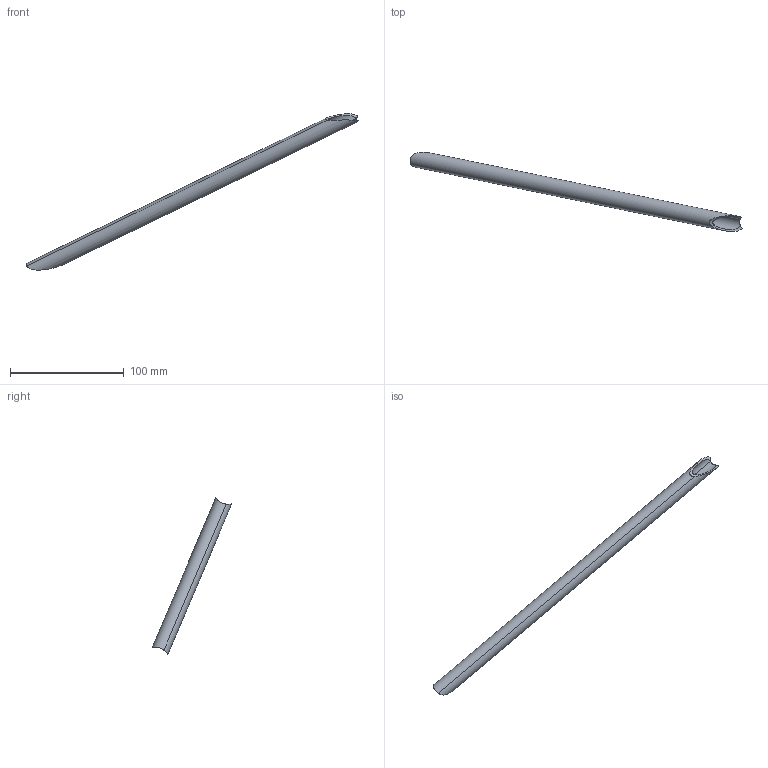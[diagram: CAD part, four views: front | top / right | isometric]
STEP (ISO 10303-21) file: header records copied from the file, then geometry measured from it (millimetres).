
FILE_DESCRIPTION(('STEP AP214'),'1');
FILE_NAME('44.stp','2018-02-08T14:13:10',(' '),(' '),'Spatial InterOp 3D',' ',' ');
FILE_SCHEMA(('automotive_design'));
Length unit declared in the file: metre
Products named in the file (1): Corps1
Bounding box: 292.05 x 69.91 x 137.6 mm (x, y, z)
Volume: 19091 mm3; surface area: 25747.9 mm2
Topology: 1 solids, 1 shells, 8 faces, 23 edges, 16 vertices
Faces by surface type: cylinder 8
Entity records: 762 total; most frequent: CARTESIAN_POINT 487, ORIENTED_EDGE 46, DIRECTION 25, EDGE_CURVE 23, B_SPLINE_CURVE_WITH_KNOTS 17, VERTEX_POINT 16, AXIS2_PLACEMENT_3D 10, STYLED_ITEM 9
